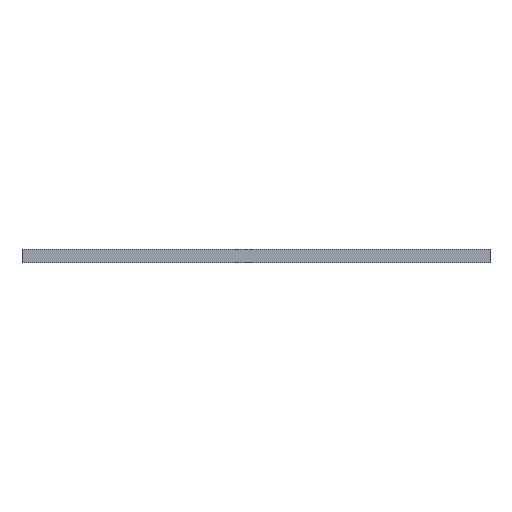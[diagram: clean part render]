
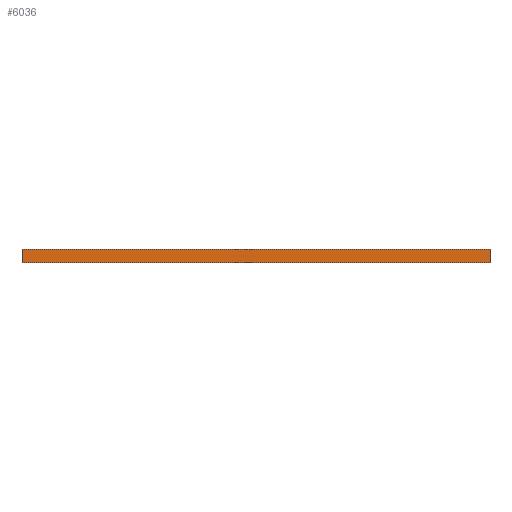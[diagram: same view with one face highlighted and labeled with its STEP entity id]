
A CAD part, left-side view. The second image highlights one B-rep face of the part: STEP entity #6036.
In plain terms, the highlighted face is planar.
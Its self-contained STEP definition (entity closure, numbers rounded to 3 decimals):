
#350 = LINE ( 'NONE', #2448, #6242 ) ;
#410 = CARTESIAN_POINT ( 'NONE',  ( 282., 325., 8. ) ) ;
#598 = CARTESIAN_POINT ( 'NONE',  ( -2., 325., 8. ) ) ;
#887 = EDGE_CURVE ( 'NONE', #3813, #5171, #350, .T. ) ;
#1101 = DIRECTION ( 'NONE',  ( 0., 1., 0. ) ) ;
#1232 = VERTEX_POINT ( 'NONE', #410 ) ;
#1260 = AXIS2_PLACEMENT_3D ( 'NONE', #3792, #1101, #4833 ) ;
#2097 = CARTESIAN_POINT ( 'NONE',  ( 280., 325., 0. ) ) ;
#2148 = ORIENTED_EDGE ( 'NONE', *, *, #6832, .F. ) ;
#2223 = LINE ( 'NONE', #2097, #4207 ) ;
#2328 = ORIENTED_EDGE ( 'NONE', *, *, #887, .T. ) ;
#2389 = VECTOR ( 'NONE', #3021, 1000. ) ;
#2448 = CARTESIAN_POINT ( 'NONE',  ( -2., 325., 0. ) ) ;
#2506 = CARTESIAN_POINT ( 'NONE',  ( 280., 325., 8. ) ) ;
#2703 = FACE_OUTER_BOUND ( 'NONE', #2824, .T. ) ;
#2824 = EDGE_LOOP ( 'NONE', ( #2148, #5229, #4865, #2328 ) ) ;
#2864 = CARTESIAN_POINT ( 'NONE',  ( 282., 325., 0. ) ) ;
#3021 = DIRECTION ( 'NONE',  ( 0., 0., 1. ) ) ;
#3096 = EDGE_CURVE ( 'NONE', #5866, #1232, #5202, .T. ) ;
#3255 = DIRECTION ( 'NONE',  ( -1., 0., 0. ) ) ;
#3365 = DIRECTION ( 'NONE',  ( -1., 0., 0. ) ) ;
#3436 = VECTOR ( 'NONE', #3365, 1000. ) ;
#3662 = PLANE ( 'NONE',  #1260 ) ;
#3792 = CARTESIAN_POINT ( 'NONE',  ( 280., 325., 0. ) ) ;
#3813 = VERTEX_POINT ( 'NONE', #6259 ) ;
#4207 = VECTOR ( 'NONE', #3255, 1000. ) ;
#4833 = DIRECTION ( 'NONE',  ( -1., 0., 0. ) ) ;
#4865 = ORIENTED_EDGE ( 'NONE', *, *, #5572, .T. ) ;
#5171 = VERTEX_POINT ( 'NONE', #598 ) ;
#5202 = LINE ( 'NONE', #6226, #2389 ) ;
#5229 = ORIENTED_EDGE ( 'NONE', *, *, #3096, .F. ) ;
#5548 = DIRECTION ( 'NONE',  ( 0., 0., 1. ) ) ;
#5572 = EDGE_CURVE ( 'NONE', #5866, #3813, #2223, .T. ) ;
#5866 = VERTEX_POINT ( 'NONE', #2864 ) ;
#6036 = ADVANCED_FACE ( 'NONE', ( #2703 ), #3662, .T. ) ;
#6197 = LINE ( 'NONE', #2506, #3436 ) ;
#6226 = CARTESIAN_POINT ( 'NONE',  ( 282., 325., 0. ) ) ;
#6242 = VECTOR ( 'NONE', #5548, 1000. ) ;
#6259 = CARTESIAN_POINT ( 'NONE',  ( -2., 325., 0. ) ) ;
#6832 = EDGE_CURVE ( 'NONE', #1232, #5171, #6197, .T. ) ;
